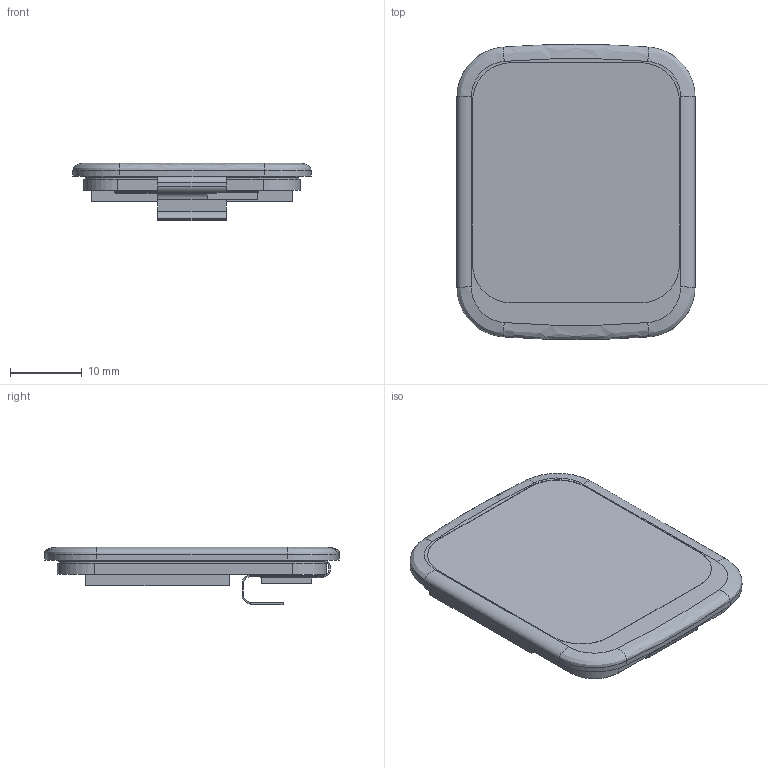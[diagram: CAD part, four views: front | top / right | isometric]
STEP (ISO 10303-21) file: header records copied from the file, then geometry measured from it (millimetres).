
FILE_DESCRIPTION(/* description */ (''),/* implementation_level */ '2;1');
FILE_NAME(/* name */ '1_69inch-touch-lcd-module v2.step',/* time_stamp */ '2025-06-21T19:41:18+02:00',/* author */ (''),/* organization */ (''),/* preprocessor_version */ 'ST-DEVELOPER v20.1',/* originating_system */ 'Autodesk Translation Framework v14.10.0.0',/* authorisation */ '');
FILE_SCHEMA (('AUTOMOTIVE_DESIGN { 1 0 10303 214 3 1 1 }'));
Length unit declared in the file: millimetre
Products named in the file (3): 1_69INCH-TOUCH-LCD-MODULE_ASM; 1_69INCH-240X280-CTP; EVA
Assembly tree (2 placements, depth 2):
  1_69INCH-TOUCH-LCD-MODULE_ASM
    1_69INCH-240X280-CTP
    EVA
Bounding box: 33.13 x 41.04 x 8.05 mm (x, y, z)
Volume: 5023.9 mm3; surface area: 6969.9 mm2
Topology: 2 solids, 3 shells, 132 faces, 356 edges, 234 vertices
Faces by surface type: plane 78, cylinder 46, bspline 8
Entity records: 4805 total; most frequent: CARTESIAN_POINT 1291, ORIENTED_EDGE 712, DIRECTION 696, EDGE_CURVE 356, LINE 242, VECTOR 242, VERTEX_POINT 234, AXIS2_PLACEMENT_3D 227
